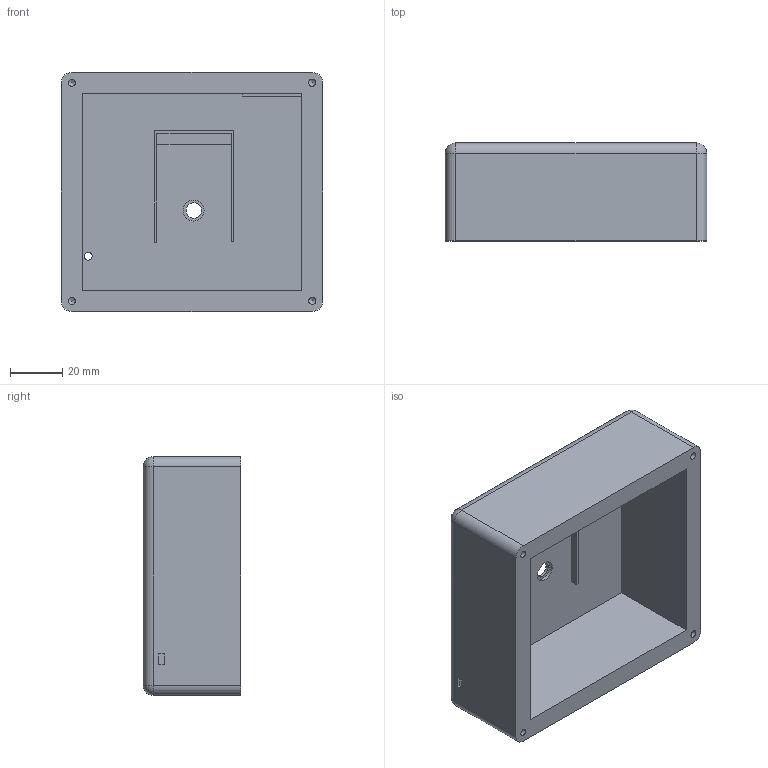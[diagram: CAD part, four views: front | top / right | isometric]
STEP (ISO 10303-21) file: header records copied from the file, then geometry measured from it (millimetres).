
FILE_DESCRIPTION(/* description */ (''),/* implementation_level */ '2;1');
FILE_NAME(/* name */ 'FrontEnclosure.step',/* time_stamp */ '2022-06-07T13:06:42-04:00',/* author */ (''),/* organization */ (''),/* preprocessor_version */ 'ST-DEVELOPER v19',/* originating_system */ 'Autodesk Translation Framework v11.7.0.108',/* authorisation */ '');
FILE_SCHEMA (('AUTOMOTIVE_DESIGN { 1 0 10303 214 3 1 1 }'));
Length unit declared in the file: millimetre
Products named in the file (1): FrontEnclosure
Bounding box: 100 x 37.4 x 91.4 mm (x, y, z)
Volume: 118340.4 mm3; surface area: 44499.8 mm2
Topology: 1 solids, 1 shells, 79 faces, 201 edges, 128 vertices
Faces by surface type: plane 56, cylinder 15, sphere 4, cone 4
Full cylindrical faces by diameter (mm): 2.7 x4, 3.04 x1, 5.932 x1, 8 x1
Entity records: 2370 total; most frequent: CARTESIAN_POINT 405, ORIENTED_EDGE 394, DIRECTION 387, EDGE_CURVE 197, LINE 167, VECTOR 167, VERTEX_POINT 128, AXIS2_PLACEMENT_3D 110
